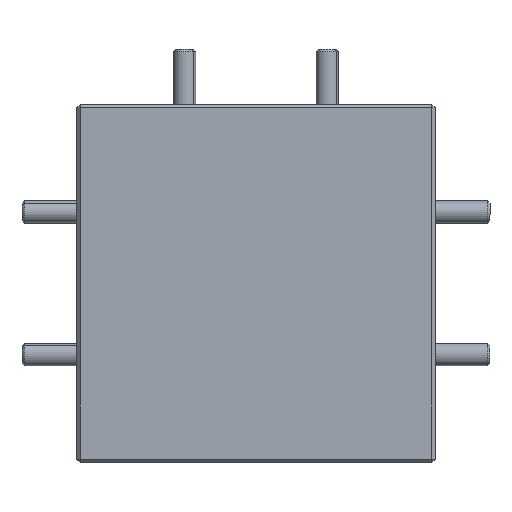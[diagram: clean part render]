
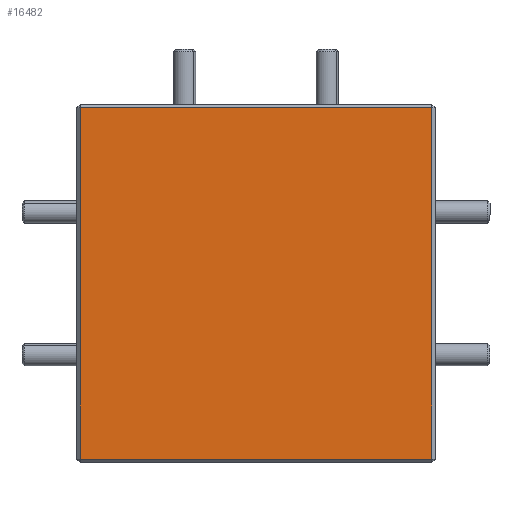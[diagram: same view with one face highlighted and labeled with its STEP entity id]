
A CAD part, front view. The second image highlights one B-rep face of the part: STEP entity #16482.
In plain terms, the highlighted planar face has unit normal (0, -1, 0).
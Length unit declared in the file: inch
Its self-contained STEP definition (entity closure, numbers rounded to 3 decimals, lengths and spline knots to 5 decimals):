
#576 = CARTESIAN_POINT ( 'NONE',  ( -0.49, 0., 0.49 ) ) ;
#1536 = CARTESIAN_POINT ( 'NONE',  ( 0.49, 0., -0.49 ) ) ;
#3147 = CARTESIAN_POINT ( 'NONE',  ( -0.49, 0., -0.49 ) ) ;
#3311 = LINE ( 'NONE', #7094, #8643 ) ;
#4097 = CARTESIAN_POINT ( 'NONE',  ( 0.49, 0., 0. ) ) ;
#4130 = DIRECTION ( 'NONE',  ( 0., 0., 1. ) ) ;
#4748 = AXIS2_PLACEMENT_3D ( 'NONE', #22370, #9420, #4130 ) ;
#5660 = VECTOR ( 'NONE', #17354, 39.37008 ) ;
#6357 = CARTESIAN_POINT ( 'NONE',  ( 0., 0., 0.49 ) ) ;
#7094 = CARTESIAN_POINT ( 'NONE',  ( -0.49, 0., 0. ) ) ;
#8119 = ORIENTED_EDGE ( 'NONE', *, *, #19092, .T. ) ;
#8643 = VECTOR ( 'NONE', #12414, 39.37008 ) ;
#9420 = DIRECTION ( 'NONE',  ( 0., 1., 0. ) ) ;
#10311 = VERTEX_POINT ( 'NONE', #3147 ) ;
#10675 = EDGE_LOOP ( 'NONE', ( #8119, #20349, #16699, #16999 ) ) ;
#11171 = VECTOR ( 'NONE', #20839, 39.37008 ) ;
#11924 = VERTEX_POINT ( 'NONE', #14872 ) ;
#12414 = DIRECTION ( 'NONE',  ( 0., 0., -1. ) ) ;
#12918 = EDGE_CURVE ( 'NONE', #21317, #11924, #17081, .T. ) ;
#14647 = PLANE ( 'NONE',  #4748 ) ;
#14872 = CARTESIAN_POINT ( 'NONE',  ( 0.49, 0., 0.49 ) ) ;
#15215 = LINE ( 'NONE', #18900, #5660 ) ;
#16482 = ADVANCED_FACE ( 'NONE', ( #21917 ), #14647, .F. ) ;
#16699 = ORIENTED_EDGE ( 'NONE', *, *, #20446, .T. ) ;
#16999 = ORIENTED_EDGE ( 'NONE', *, *, #12918, .T. ) ;
#17081 = LINE ( 'NONE', #4097, #17521 ) ;
#17354 = DIRECTION ( 'NONE',  ( 1., 0., 0. ) ) ;
#17521 = VECTOR ( 'NONE', #20320, 39.37008 ) ;
#17746 = VERTEX_POINT ( 'NONE', #576 ) ;
#18900 = CARTESIAN_POINT ( 'NONE',  ( 0., 0., -0.49 ) ) ;
#19092 = EDGE_CURVE ( 'NONE', #11924, #17746, #22612, .T. ) ;
#20320 = DIRECTION ( 'NONE',  ( 0., 0., 1. ) ) ;
#20349 = ORIENTED_EDGE ( 'NONE', *, *, #21326, .T. ) ;
#20446 = EDGE_CURVE ( 'NONE', #10311, #21317, #15215, .T. ) ;
#20839 = DIRECTION ( 'NONE',  ( -1., 0., 0. ) ) ;
#21317 = VERTEX_POINT ( 'NONE', #1536 ) ;
#21326 = EDGE_CURVE ( 'NONE', #17746, #10311, #3311, .T. ) ;
#21917 = FACE_OUTER_BOUND ( 'NONE', #10675, .T. ) ;
#22370 = CARTESIAN_POINT ( 'NONE',  ( 0., 0., 0. ) ) ;
#22612 = LINE ( 'NONE', #6357, #11171 ) ;
